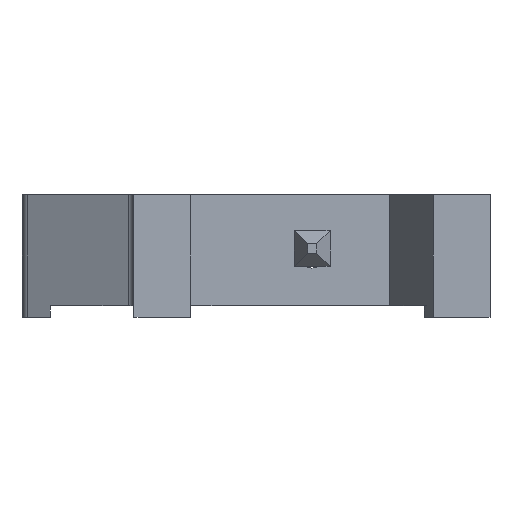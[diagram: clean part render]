
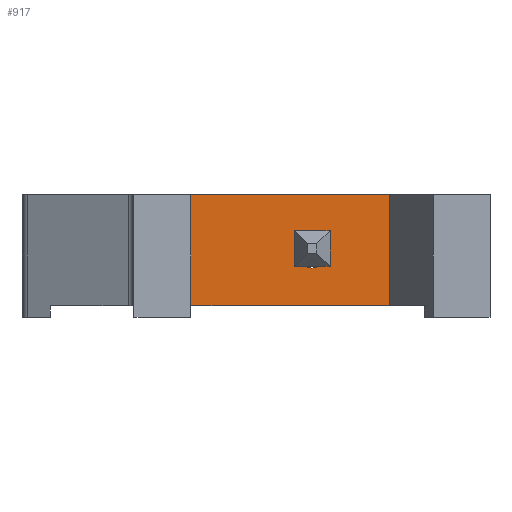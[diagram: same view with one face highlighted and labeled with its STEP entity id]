
A CAD part, front view. The second image highlights one B-rep face of the part: STEP entity #917.
In plain terms, the highlighted planar face has unit normal (0, -1, 0).
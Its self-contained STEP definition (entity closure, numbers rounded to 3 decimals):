
#188 = ORIENTED_EDGE ( 'NONE', *, *, #1419, .F. ) ;
#255 = CARTESIAN_POINT ( 'NONE',  ( -26.829, 13.023, 1.981 ) ) ;
#264 = CARTESIAN_POINT ( 'NONE',  ( -26.829, 13.023, 1.981 ) ) ;
#302 = LINE ( 'NONE', #1593, #1764 ) ;
#304 = EDGE_CURVE ( 'NONE', #1265, #316, #650, .T. ) ;
#316 = VERTEX_POINT ( 'NONE', #799 ) ;
#324 = EDGE_CURVE ( 'NONE', #1717, #695, #1442, .T. ) ;
#325 = EDGE_CURVE ( 'NONE', #1851, #316, #1004, .T. ) ;
#407 = ORIENTED_EDGE ( 'NONE', *, *, #304, .T. ) ;
#415 = PLANE ( 'NONE',  #1652 ) ;
#416 = CIRCLE ( 'NONE', #916, 0.317 ) ;
#450 = ORIENTED_EDGE ( 'NONE', *, *, #325, .F. ) ;
#463 = DIRECTION ( 'NONE',  ( 0., 0., 1. ) ) ;
#543 = ORIENTED_EDGE ( 'NONE', *, *, #1145, .T. ) ;
#560 = DIRECTION ( 'NONE',  ( 0., 0., 1. ) ) ;
#582 = CARTESIAN_POINT ( 'NONE',  ( -24.67, 13.023, 0.991 ) ) ;
#609 = CARTESIAN_POINT ( 'NONE',  ( -24.67, 13.023, 0.991 ) ) ;
#650 = LINE ( 'NONE', #1574, #1357 ) ;
#677 = AXIS2_PLACEMENT_3D ( 'NONE', #582, #724, #1720 ) ;
#695 = VERTEX_POINT ( 'NONE', #941 ) ;
#718 = DIRECTION ( 'NONE',  ( 1., 0., 0. ) ) ;
#724 = DIRECTION ( 'NONE',  ( 0., 1., 0. ) ) ;
#799 = CARTESIAN_POINT ( 'NONE',  ( -23.284, 13.023, 0. ) ) ;
#916 = AXIS2_PLACEMENT_3D ( 'NONE', #609, #1455, #463 ) ;
#917 = ADVANCED_FACE ( 'NONE', ( #964, #1743 ), #415, .F. ) ;
#919 = EDGE_CURVE ( 'NONE', #1782, #1265, #1292, .T. ) ;
#941 = CARTESIAN_POINT ( 'NONE',  ( -24.353, 13.023, 0.991 ) ) ;
#945 = CARTESIAN_POINT ( 'NONE',  ( -23.284, 13.023, 1.981 ) ) ;
#964 = FACE_BOUND ( 'NONE', #1854, .T. ) ;
#1004 = LINE ( 'NONE', #1434, #1315 ) ;
#1137 = CARTESIAN_POINT ( 'NONE',  ( -23.284, 13.023, 1.981 ) ) ;
#1140 = CARTESIAN_POINT ( 'NONE',  ( -26.829, 13.023, 0. ) ) ;
#1145 = EDGE_CURVE ( 'NONE', #695, #1717, #416, .T. ) ;
#1265 = VERTEX_POINT ( 'NONE', #1140 ) ;
#1289 = ORIENTED_EDGE ( 'NONE', *, *, #919, .T. ) ;
#1292 = LINE ( 'NONE', #264, #1324 ) ;
#1312 = DIRECTION ( 'NONE',  ( 1., 0., 0. ) ) ;
#1315 = VECTOR ( 'NONE', #1537, 1000. ) ;
#1324 = VECTOR ( 'NONE', #1476, 1000. ) ;
#1338 = ORIENTED_EDGE ( 'NONE', *, *, #324, .T. ) ;
#1357 = VECTOR ( 'NONE', #718, 1000. ) ;
#1391 = EDGE_LOOP ( 'NONE', ( #407, #450, #188, #1289 ) ) ;
#1409 = DIRECTION ( 'NONE',  ( 0., 1., 0. ) ) ;
#1419 = EDGE_CURVE ( 'NONE', #1782, #1851, #302, .T. ) ;
#1434 = CARTESIAN_POINT ( 'NONE',  ( -23.284, 13.023, 1.981 ) ) ;
#1442 = CIRCLE ( 'NONE', #677, 0.317 ) ;
#1455 = DIRECTION ( 'NONE',  ( 0., 1., 0. ) ) ;
#1476 = DIRECTION ( 'NONE',  ( 0., 0., -1. ) ) ;
#1537 = DIRECTION ( 'NONE',  ( 0., 0., -1. ) ) ;
#1574 = CARTESIAN_POINT ( 'NONE',  ( -23.284, 13.023, 0. ) ) ;
#1593 = CARTESIAN_POINT ( 'NONE',  ( -23.284, 13.023, 1.981 ) ) ;
#1652 = AXIS2_PLACEMENT_3D ( 'NONE', #1137, #1409, #560 ) ;
#1717 = VERTEX_POINT ( 'NONE', #1800 ) ;
#1720 = DIRECTION ( 'NONE',  ( 0., 0., 1. ) ) ;
#1743 = FACE_OUTER_BOUND ( 'NONE', #1391, .T. ) ;
#1764 = VECTOR ( 'NONE', #1312, 1000. ) ;
#1782 = VERTEX_POINT ( 'NONE', #255 ) ;
#1800 = CARTESIAN_POINT ( 'NONE',  ( -24.988, 13.023, 0.991 ) ) ;
#1851 = VERTEX_POINT ( 'NONE', #945 ) ;
#1854 = EDGE_LOOP ( 'NONE', ( #1338, #543 ) ) ;
